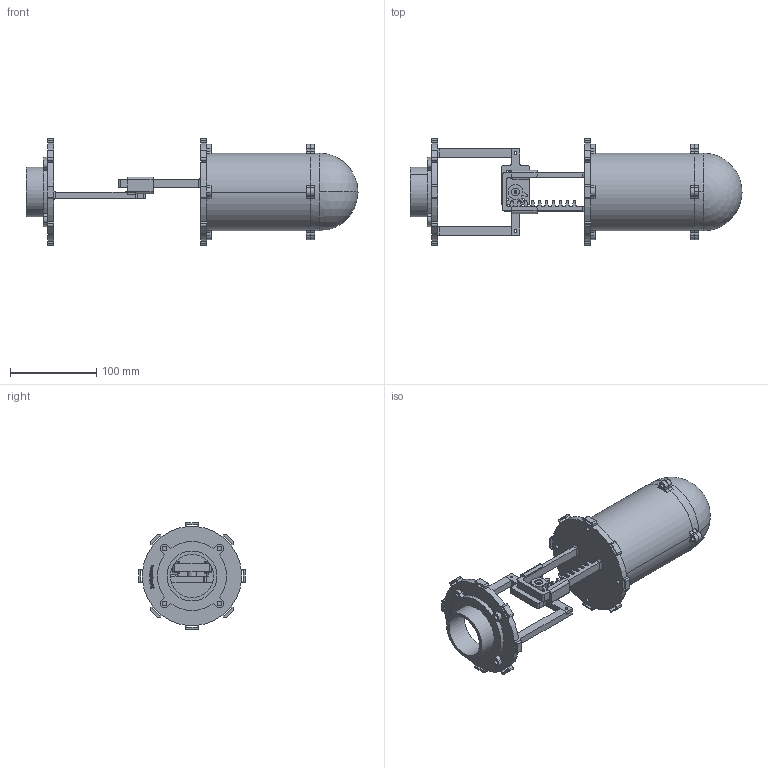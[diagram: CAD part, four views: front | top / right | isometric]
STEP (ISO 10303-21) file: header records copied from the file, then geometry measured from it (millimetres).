
FILE_DESCRIPTION (( 'STEP AP214' ), '1' );
FILE_NAME ('showcase.STEP', '2024-02-04T05:53:15', ( '' ), ( '' ), 'SwSTEP 2.0', 'SolidWorks 2022', '' );
FILE_SCHEMA (( 'AUTOMOTIVE_DESIGN' ));
Length unit declared in the file: millimetre
Products named in the file (10): showcase; Electric Housing; bunny gear; electric dome; rear_part; shaft; front_part2; gear_holder; electric barrel; nozzle_50mm
Assembly tree (9 placements, depth 3):
  showcase
    gear_holder
    rear_part
    nozzle_50mm
    bunny gear
    front_part2
    shaft
    Electric Housing
      electric barrel
      electric dome
Bounding box: 384 x 123.48 x 123.48 mm (x, y, z)
Volume: 478484.8 mm3; surface area: 196724.7 mm2
Topology: 8 solids, 8 shells, 818 faces, 2318 edges, 1537 vertices
Faces by surface type: plane 321, cylinder 294, bspline 198, sphere 4, torus 1
Entity records: 33605 total; most frequent: CARTESIAN_POINT 12609, ORIENTED_EDGE 4628, DIRECTION 3759, EDGE_CURVE 2314, VERTEX_POINT 1537, LINE 1309, VECTOR 1309, AXIS2_PLACEMENT_3D 1225
